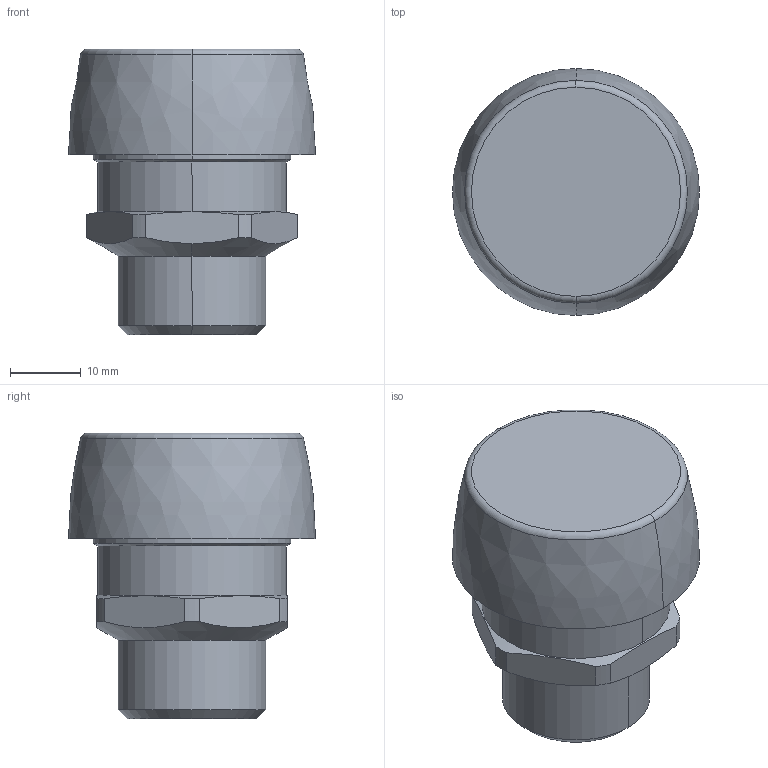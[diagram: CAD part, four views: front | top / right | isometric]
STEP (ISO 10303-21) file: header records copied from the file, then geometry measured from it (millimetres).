
FILE_DESCRIPTION(('CATIA V5 STEP Exchange','CAx-IF Rec.Pracs.--- Model Styling and Organization---1.5--- 2016-08-15','CAx-IF Rec.Pracs.---Supplemental Geometry---1.0---2011-11-01','CAx-IF Rec.Pracs.--- Composite Materials ---3.4---2017-06-13','CAx-IF Rec.Pracs.---Tessellated 3D Geometry---1.0---2015-12-17'),'2;1');
FILE_NAME('STEP_304040_-_TST.stp','2023-05-22T06:21:17+00:00',('none'),('none'),'CATIA Version 5-6 Release 2020 SP5','CATIA V5 STEP AP242 v2','none');
FILE_SCHEMA(('AP242_MANAGED_MODEL_BASED_3D_ENGINEERING_MIM_LF {1 0 10303 442 1 1 4}'));
Length unit declared in the file: millimetre
Products named in the file (1): 304040 - TST
Bounding box: 35 x 35 x 40.5 mm (x, y, z)
Volume: 25353.6 mm3; surface area: 5187 mm2
Topology: 1 solids, 1 shells, 33 faces, 78 edges, 48 vertices
Faces by surface type: cylinder 12, plane 9, cone 8, torus 2, revolution 2
Entity records: 1021 total; most frequent: CARTESIAN_POINT 274, ORIENTED_EDGE 156, DIRECTION 100, EDGE_CURVE 78, AXIS2_PLACEMENT_3D 54, VERTEX_POINT 48, CIRCLE 34, EDGE_LOOP 34
